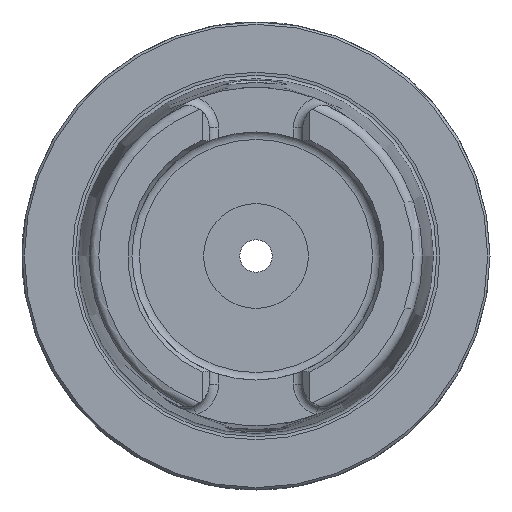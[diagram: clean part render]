
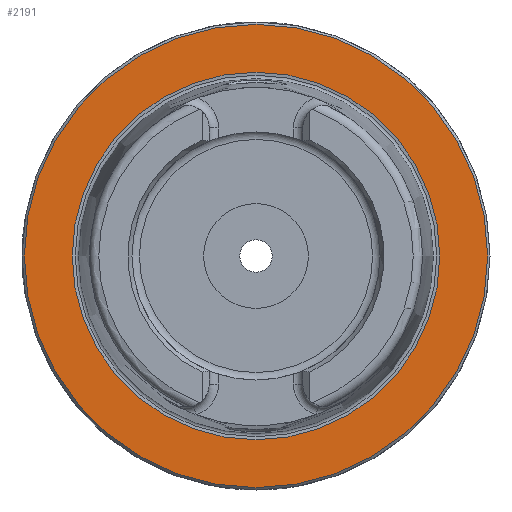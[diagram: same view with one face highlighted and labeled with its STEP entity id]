
A CAD part, left-side view. The second image highlights one B-rep face of the part: STEP entity #2191.
In plain terms, the highlighted planar face has unit normal (-1, 0, 0).
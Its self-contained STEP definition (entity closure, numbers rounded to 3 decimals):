
#103=FACE_BOUND('',#440,.T.);
#139=PLANE('',#2482);
#303=FACE_OUTER_BOUND('',#439,.T.);
#439=EDGE_LOOP('',(#1988));
#440=EDGE_LOOP('',(#1989));
#809=CIRCLE('',#2481,39.275);
#810=CIRCLE('',#2483,49.5);
#1031=VERTEX_POINT('',#4697);
#1032=VERTEX_POINT('',#4701);
#1355=EDGE_CURVE('',#1031,#1031,#809,.T.);
#1356=EDGE_CURVE('',#1032,#1032,#810,.T.);
#1988=ORIENTED_EDGE('',*,*,#1356,.F.);
#1989=ORIENTED_EDGE('',*,*,#1355,.T.);
#2191=ADVANCED_FACE('',(#303,#103),#139,.T.);
#2481=AXIS2_PLACEMENT_3D('',#4699,#3125,#3126);
#2482=AXIS2_PLACEMENT_3D('',#4700,#3127,#3128);
#2483=AXIS2_PLACEMENT_3D('',#4702,#3129,#3130);
#3125=DIRECTION('center_axis',(1.,0.,0.));
#3126=DIRECTION('ref_axis',(0.,0.,-1.));
#3127=DIRECTION('center_axis',(-1.,0.,0.));
#3128=DIRECTION('ref_axis',(0.,0.,1.));
#3129=DIRECTION('center_axis',(1.,0.,0.));
#3130=DIRECTION('ref_axis',(0.,0.,-1.));
#4697=CARTESIAN_POINT('',(0.,-39.275,0.));
#4699=CARTESIAN_POINT('Origin',(0.,0.,0.));
#4700=CARTESIAN_POINT('Origin',(0.,49.5,0.));
#4701=CARTESIAN_POINT('',(0.,-49.5,0.));
#4702=CARTESIAN_POINT('Origin',(0.,0.,0.));
